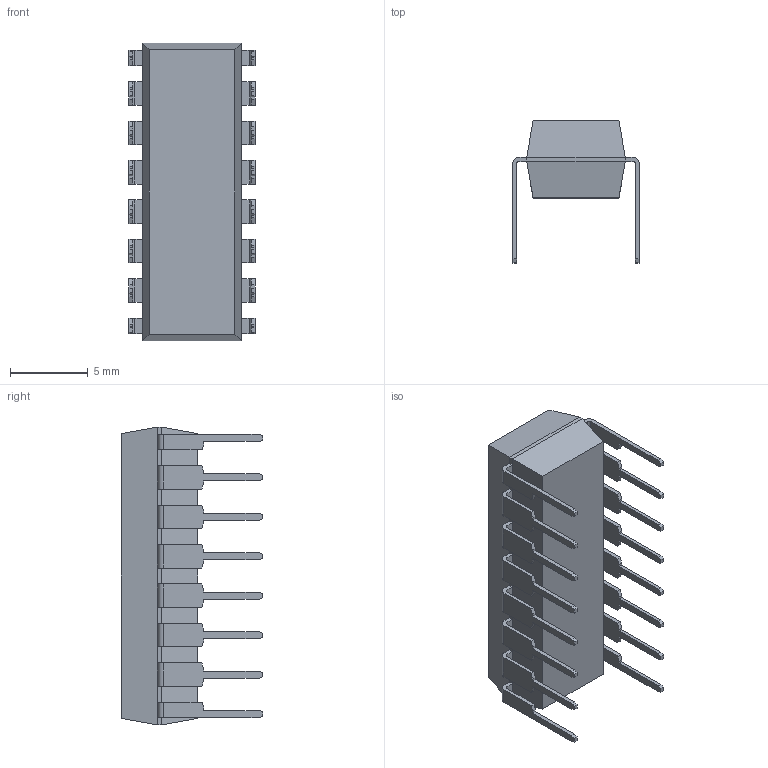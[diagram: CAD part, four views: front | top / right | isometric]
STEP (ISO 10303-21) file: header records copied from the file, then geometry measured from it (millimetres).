
FILE_DESCRIPTION (( 'STEP AP214' ), '1' );
FILE_NAME ('AD558JNZ.STEP', '2022-09-20T18:16:59', ( '' ), ( '' ), 'SwSTEP 2.0', 'SolidWorks 2017', '' );
FILE_SCHEMA (( 'AUTOMOTIVE_DESIGN' ));
Length unit declared in the file: inch
Products named in the file (1): AD558JNZ
Bounding box: 8.13 x 9.14 x 19.18 mm (x, y, z)
Volume: 581.2 mm3; surface area: 732.6 mm2
Topology: 18 solids, 18 shells, 297 faces, 772 edges, 512 vertices
Faces by surface type: plane 261, cylinder 36
Entity records: 9181 total; most frequent: CARTESIAN_POINT 1582, ORIENTED_EDGE 1544, DIRECTION 1440, EDGE_CURVE 772, VECTOR 700, LINE 700, VERTEX_POINT 512, AXIS2_PLACEMENT_3D 370
